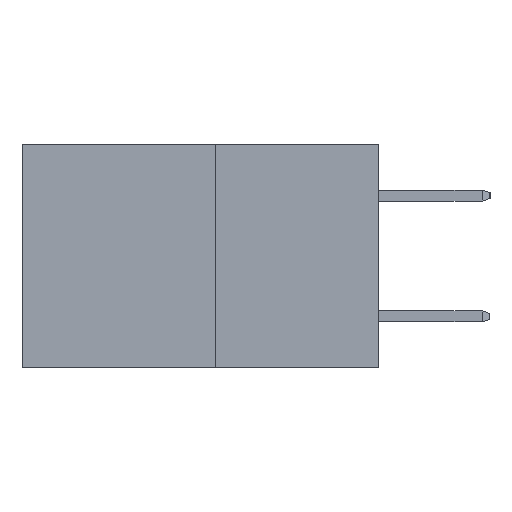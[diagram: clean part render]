
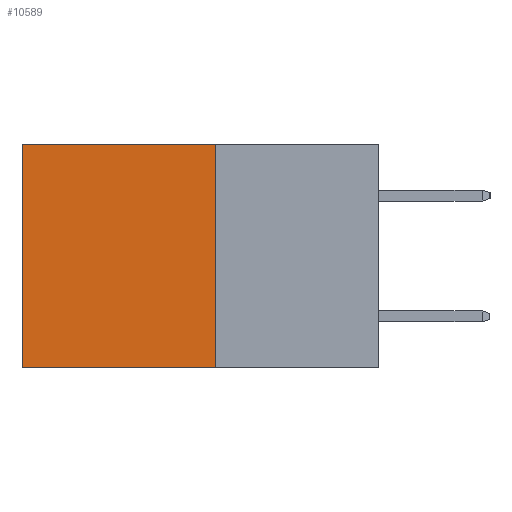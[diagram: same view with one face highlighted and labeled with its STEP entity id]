
A CAD part, left-side view. The second image highlights one B-rep face of the part: STEP entity #10589.
In plain terms, the highlighted planar face has unit normal (-1, 0, 0).
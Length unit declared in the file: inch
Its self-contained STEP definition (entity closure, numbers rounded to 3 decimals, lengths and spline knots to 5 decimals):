
#275 = EDGE_CURVE ( 'NONE', #15116, #9713, #20498, .T. ) ;
#508 = CARTESIAN_POINT ( 'NONE',  ( 0.277, 0.59, -0.37 ) ) ;
#746 = CARTESIAN_POINT ( 'NONE',  ( 0.277, 0.27, -0.37 ) ) ;
#1657 = CARTESIAN_POINT ( 'NONE',  ( 0.277, 0.59, 0. ) ) ;
#2132 = EDGE_CURVE ( 'NONE', #22460, #5951, #19645, .T. ) ;
#2445 = LINE ( 'NONE', #15792, #11254 ) ;
#2587 = VECTOR ( 'NONE', #21529, 39.37008 ) ;
#2804 = AXIS2_PLACEMENT_3D ( 'NONE', #3250, #19514, #9005 ) ;
#3250 = CARTESIAN_POINT ( 'NONE',  ( 0.277, 0.27, -0.37 ) ) ;
#4588 = EDGE_CURVE ( 'NONE', #9713, #5951, #2445, .T. ) ;
#4820 = ORIENTED_EDGE ( 'NONE', *, *, #275, .F. ) ;
#5517 = CARTESIAN_POINT ( 'NONE',  ( 0.277, 0.27, 0. ) ) ;
#5596 = DIRECTION ( 'NONE',  ( 0., 0., -1. ) ) ;
#5712 = EDGE_CURVE ( 'NONE', #15116, #22460, #7798, .T. ) ;
#5951 = VERTEX_POINT ( 'NONE', #508 ) ;
#7026 = DIRECTION ( 'NONE',  ( 0., 1., 0. ) ) ;
#7798 = LINE ( 'NONE', #5517, #2587 ) ;
#9005 = DIRECTION ( 'NONE',  ( 0., 0., -1. ) ) ;
#9713 = VERTEX_POINT ( 'NONE', #746 ) ;
#10589 = ADVANCED_FACE ( 'NONE', ( #17209 ), #10713, .F. ) ;
#10713 = PLANE ( 'NONE',  #2804 ) ;
#10769 = ORIENTED_EDGE ( 'NONE', *, *, #5712, .T. ) ;
#11175 = VECTOR ( 'NONE', #5596, 39.37008 ) ;
#11254 = VECTOR ( 'NONE', #7026, 39.37008 ) ;
#11733 = ORIENTED_EDGE ( 'NONE', *, *, #4588, .F. ) ;
#12444 = DIRECTION ( 'NONE',  ( 0., 0., -1. ) ) ;
#12571 = CARTESIAN_POINT ( 'NONE',  ( 0.277, 0.59, -0.37 ) ) ;
#15116 = VERTEX_POINT ( 'NONE', #18031 ) ;
#15792 = CARTESIAN_POINT ( 'NONE',  ( 0.277, 0.27, -0.37 ) ) ;
#17209 = FACE_OUTER_BOUND ( 'NONE', #18798, .T. ) ;
#18031 = CARTESIAN_POINT ( 'NONE',  ( 0.277, 0.27, 0. ) ) ;
#18074 = ORIENTED_EDGE ( 'NONE', *, *, #2132, .T. ) ;
#18798 = EDGE_LOOP ( 'NONE', ( #18074, #11733, #4820, #10769 ) ) ;
#18952 = CARTESIAN_POINT ( 'NONE',  ( 0.277, 0.27, -0.37 ) ) ;
#19091 = VECTOR ( 'NONE', #12444, 39.37008 ) ;
#19514 = DIRECTION ( 'NONE',  ( 1., 0., 0. ) ) ;
#19645 = LINE ( 'NONE', #12571, #19091 ) ;
#20498 = LINE ( 'NONE', #18952, #11175 ) ;
#21529 = DIRECTION ( 'NONE',  ( 0., 1., 0. ) ) ;
#22460 = VERTEX_POINT ( 'NONE', #1657 ) ;
